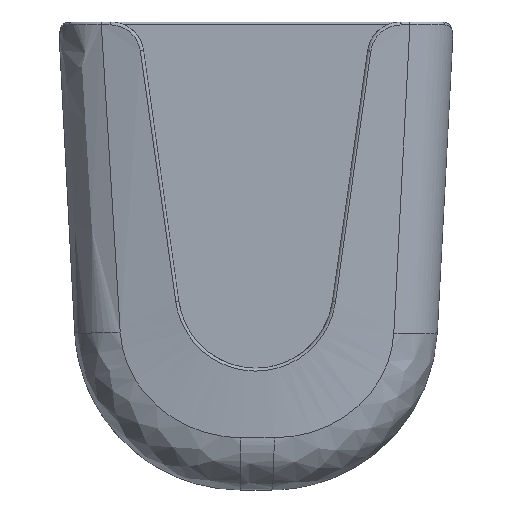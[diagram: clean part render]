
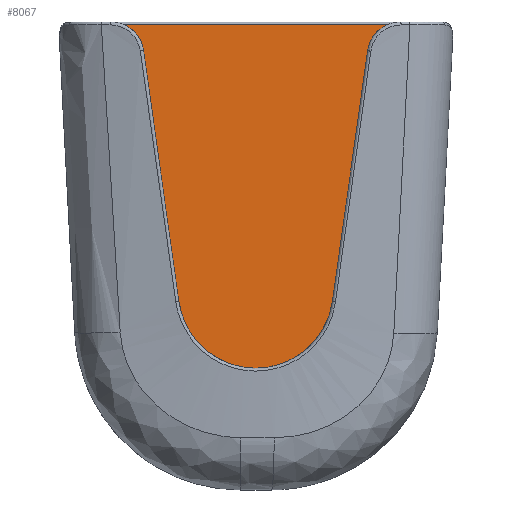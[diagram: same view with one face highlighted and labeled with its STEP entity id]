
A CAD part, front view. The second image highlights one B-rep face of the part: STEP entity #8067.
In plain terms, the highlighted planar face has unit normal (0, -1, 0).
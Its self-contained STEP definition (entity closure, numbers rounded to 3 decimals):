
#11 = VECTOR ( 'NONE', #2933, 1000. ) ;
#278 = LINE ( 'NONE', #13632, #15954 ) ;
#385 =( BOUNDED_CURVE ( )  B_SPLINE_CURVE ( 3, ( #10345, #8535, #12016, #1080 ),
 .UNSPECIFIED., .F., .T. ) 
 B_SPLINE_CURVE_WITH_KNOTS ( ( 4, 4 ),
 ( 0., 1. ),
 .UNSPECIFIED. ) 
 CURVE ( )  GEOMETRIC_REPRESENTATION_ITEM ( )  RATIONAL_B_SPLINE_CURVE ( ( 1., 0.817, 0.817, 1. ) ) 
 REPRESENTATION_ITEM ( '' )  );
#1080 = CARTESIAN_POINT ( 'NONE',  ( 182.321, -63.7, 357. ) ) ;
#1084 = DIRECTION ( 'NONE',  ( 0., 1., 0. ) ) ;
#1151 = VERTEX_POINT ( 'NONE', #13947 ) ;
#1905 = VERTEX_POINT ( 'NONE', #15810 ) ;
#2115 = CARTESIAN_POINT ( 'NONE',  ( 205.179, -63.7, 431. ) ) ;
#2669 = DIRECTION ( 'NONE',  ( -0.052, 0., -0.999 ) ) ;
#2933 = DIRECTION ( 'NONE',  ( 1., 0., 0. ) ) ;
#3221 = VERTEX_POINT ( 'NONE', #8031 ) ;
#4248 = LINE ( 'NONE', #17203, #11 ) ;
#4301 = VERTEX_POINT ( 'NONE', #10385 ) ;
#5739 = EDGE_CURVE ( 'NONE', #4301, #1905, #12434, .T. ) ;
#6250 = EDGE_LOOP ( 'NONE', ( #6419, #13351, #16848, #16503, #12924, #12150 ) ) ;
#6419 = ORIENTED_EDGE ( 'NONE', *, *, #16387, .F. ) ;
#6811 = DIRECTION ( 'NONE',  ( -1., 0., 0. ) ) ;
#7016 = AXIS2_PLACEMENT_3D ( 'NONE', #10619, #1084, #20174 ) ;
#7581 = EDGE_CURVE ( 'NONE', #1151, #13242, #4248, .T. ) ;
#7918 = VECTOR ( 'NONE', #2669, 1000. ) ;
#8031 = CARTESIAN_POINT ( 'NONE',  ( 202.294, -63.7, 375.953 ) ) ;
#8051 = VERTEX_POINT ( 'NONE', #13402 ) ;
#8067 = ADVANCED_FACE ( 'NONE', ( #17454 ), #8807, .F. ) ;
#8535 = CARTESIAN_POINT ( 'NONE',  ( 201.706, -63.7, 364.734 ) ) ;
#8807 = PLANE ( 'NONE',  #7016 ) ;
#8922 = EDGE_CURVE ( 'NONE', #8051, #1151, #278, .T. ) ;
#10172 = DIRECTION ( 'NONE',  ( -0.052, 0., 0.999 ) ) ;
#10345 = CARTESIAN_POINT ( 'NONE',  ( 202.294, -63.7, 375.953 ) ) ;
#10385 = CARTESIAN_POINT ( 'NONE',  ( 182.321, -63.7, 357. ) ) ;
#10619 = CARTESIAN_POINT ( 'NONE',  ( 0., -63.7, 347. ) ) ;
#11437 = VECTOR ( 'NONE', #6811, 1000. ) ;
#11597 = CARTESIAN_POINT ( 'NONE',  ( 0., -63.7, 357. ) ) ;
#12016 = CARTESIAN_POINT ( 'NONE',  ( 193.556, -63.7, 357. ) ) ;
#12150 = ORIENTED_EDGE ( 'NONE', *, *, #8922, .F. ) ;
#12275 =( BOUNDED_CURVE ( )  B_SPLINE_CURVE ( 3, ( #13561, #13354, #15083, #18166 ),
 .UNSPECIFIED., .F., .F. ) 
 B_SPLINE_CURVE_WITH_KNOTS ( ( 4, 4 ),
 ( 0., 1. ),
 .UNSPECIFIED. ) 
 CURVE ( )  GEOMETRIC_REPRESENTATION_ITEM ( )  RATIONAL_B_SPLINE_CURVE ( ( 1., 0.817, 0.817, 1. ) ) 
 REPRESENTATION_ITEM ( '' )  );
#12395 = LINE ( 'NONE', #20164, #7918 ) ;
#12434 = LINE ( 'NONE', #11597, #11437 ) ;
#12924 = ORIENTED_EDGE ( 'NONE', *, *, #7581, .F. ) ;
#13242 = VERTEX_POINT ( 'NONE', #2115 ) ;
#13351 = ORIENTED_EDGE ( 'NONE', *, *, #5739, .F. ) ;
#13354 = CARTESIAN_POINT ( 'NONE',  ( 165.524, -63.7, 357. ) ) ;
#13402 = CARTESIAN_POINT ( 'NONE',  ( 156.786, -63.7, 375.953 ) ) ;
#13561 = CARTESIAN_POINT ( 'NONE',  ( 176.759, -63.7, 357. ) ) ;
#13632 = CARTESIAN_POINT ( 'NONE',  ( 156.786, -63.7, 375.953 ) ) ;
#13947 = CARTESIAN_POINT ( 'NONE',  ( 153.901, -63.7, 431. ) ) ;
#13989 = EDGE_CURVE ( 'NONE', #3221, #4301, #385, .T. ) ;
#15083 = CARTESIAN_POINT ( 'NONE',  ( 157.374, -63.7, 364.734 ) ) ;
#15810 = CARTESIAN_POINT ( 'NONE',  ( 176.759, -63.7, 357. ) ) ;
#15954 = VECTOR ( 'NONE', #10172, 1000. ) ;
#16387 = EDGE_CURVE ( 'NONE', #1905, #8051, #12275, .T. ) ;
#16503 = ORIENTED_EDGE ( 'NONE', *, *, #18126, .F. ) ;
#16848 = ORIENTED_EDGE ( 'NONE', *, *, #13989, .F. ) ;
#17203 = CARTESIAN_POINT ( 'NONE',  ( 0., -63.7, 431. ) ) ;
#17454 = FACE_OUTER_BOUND ( 'NONE', #6250, .T. ) ;
#18126 = EDGE_CURVE ( 'NONE', #13242, #3221, #12395, .T. ) ;
#18166 = CARTESIAN_POINT ( 'NONE',  ( 156.786, -63.7, 375.953 ) ) ;
#20164 = CARTESIAN_POINT ( 'NONE',  ( 205.179, -63.7, 431. ) ) ;
#20174 = DIRECTION ( 'NONE',  ( 0., 0., 1. ) ) ;
